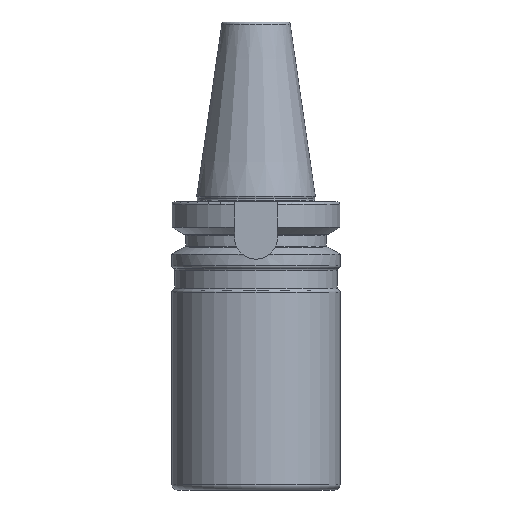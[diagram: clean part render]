
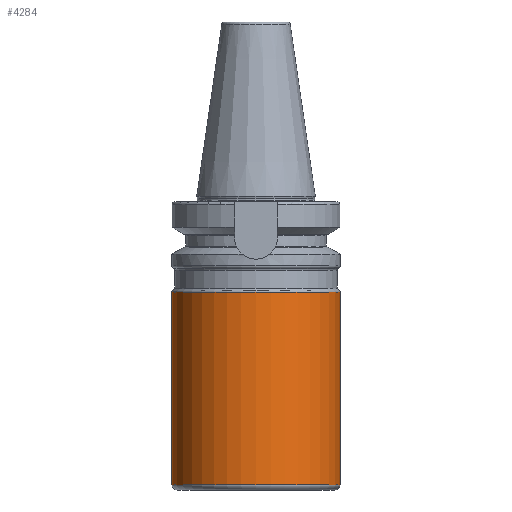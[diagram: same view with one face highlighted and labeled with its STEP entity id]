
A CAD part, left-side view. The second image highlights one B-rep face of the part: STEP entity #4284.
In plain terms, the highlighted cylindrical face has radius 31.5 mm (diameter 63 mm), a partial arc.
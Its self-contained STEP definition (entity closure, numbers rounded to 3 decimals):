
#1051=CARTESIAN_POINT('',(0,0,-81));
#1052=DIRECTION('',(0,0,1));
#1053=DIRECTION('',(0,1,0));
#1054=AXIS2_PLACEMENT_3D('',#1051,#1052,#1053);
#1056=DIRECTION('',(0,0,1));
#1057=VECTOR('',#1056,72.2);
#1058=CARTESIAN_POINT('',(0.,31.5,-81));
#1059=LINE('',#1058,#1057);
#1060=CARTESIAN_POINT('',(0,0,-8.8));
#1061=DIRECTION('',(0,0,-1));
#1062=DIRECTION('',(0,-1,0));
#1063=AXIS2_PLACEMENT_3D('',#1060,#1061,#1062);
#1065=DIRECTION('',(0,0,-1));
#1066=VECTOR('',#1065,72.2);
#1067=CARTESIAN_POINT('',(0.,-31.5,-8.8));
#1068=LINE('',#1067,#1066);
#2777=CARTESIAN_POINT('',(0,-31.5,-8.8));
#2778=CARTESIAN_POINT('',(0,31.5,-8.8));
#2779=VERTEX_POINT('',#2777);
#2780=VERTEX_POINT('',#2778);
#2897=CARTESIAN_POINT('',(0,31.5,-81));
#2898=CARTESIAN_POINT('',(0,-31.5,-81));
#2899=VERTEX_POINT('',#2897);
#2900=VERTEX_POINT('',#2898);
#4270=CARTESIAN_POINT('',(0,0,97.02));
#4271=DIRECTION('',(0,0,-1));
#4272=DIRECTION('',(0,-1,0));
#4273=AXIS2_PLACEMENT_3D('',#4270,#4271,#4272);
#4274=CYLINDRICAL_SURFACE('',#4273,31.5);
#4275=ORIENTED_EDGE('',*,*,#4240,.F.);
#4277=ORIENTED_EDGE('',*,*,#4276,.T.);
#4279=ORIENTED_EDGE('',*,*,#4278,.F.);
#4281=ORIENTED_EDGE('',*,*,#4280,.T.);
#4282=EDGE_LOOP('',(#4275,#4277,#4279,#4281));
#4283=FACE_OUTER_BOUND('',#4282,.F.);
#4284=ADVANCED_FACE('',(#4283),#4274,.T.);
#1055=CIRCLE('',#1054,31.5);
#1064=CIRCLE('',#1063,31.5);
#4240=EDGE_CURVE('',#2899,#2900,#1055,.T.);
#4276=EDGE_CURVE('',#2899,#2780,#1059,.T.);
#4278=EDGE_CURVE('',#2779,#2780,#1064,.T.);
#4280=EDGE_CURVE('',#2779,#2900,#1068,.T.);
